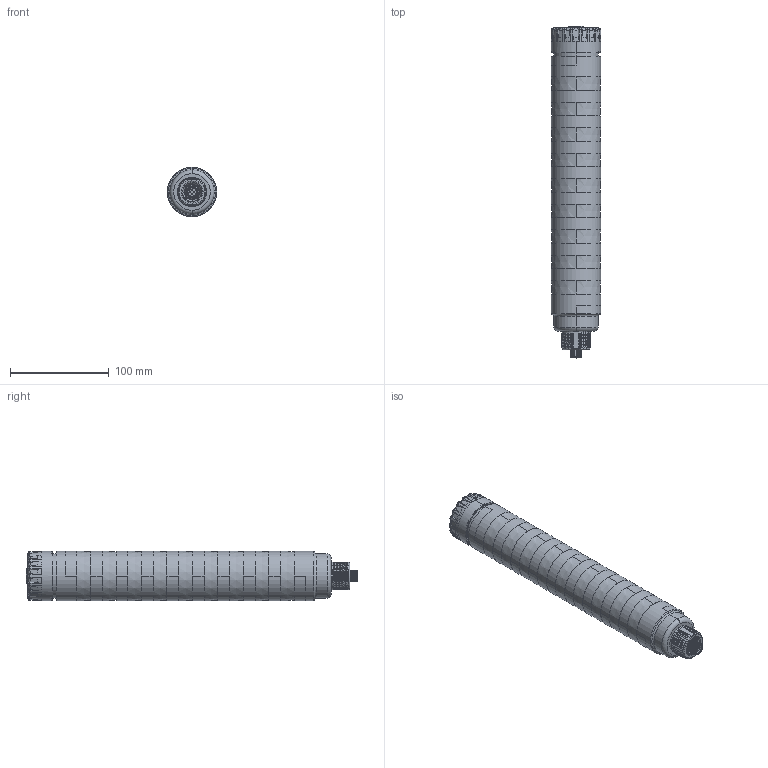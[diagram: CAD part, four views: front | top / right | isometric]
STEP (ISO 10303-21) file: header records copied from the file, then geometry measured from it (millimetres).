
FILE_DESCRIPTION((''),'2;1');
FILE_NAME('205845_SM01_ASM','2025-06-04T14:59:31',('banengservice'),('BANNER ENGINEERING'),'CREO PARAMETRIC BY PTC INC, 2022414','CREO PARAMETRIC BY PTC INC, 2022414','');
FILE_SCHEMA(('CONFIG_CONTROL_DESIGN'));
Products named in the file (2): 205845_EP01; 205845_SM01_ASM
Assembly tree (1 placements, depth 2):
  205845_SM01_ASM
    205845_EP01
Bounding box: 50 x 336.6 x 50 mm (x, y, z)
Volume: 592364 mm3; surface area: 65457.3 mm2
Topology: 1 solids, 1 shells, 932 faces, 2389 edges, 1494 vertices
Faces by surface type: cylinder 386, torus 168, plane 166, bspline 164, cone 48
Entity records: 44746 total; most frequent: CARTESIAN_POINT 22892, ORIENTED_EDGE 4774, DIRECTION 4382, EDGE_CURVE 2387, AXIS2_PLACEMENT_3D 1791, VERTEX_POINT 1494, CIRCLE 1020, EDGE_LOOP 993
